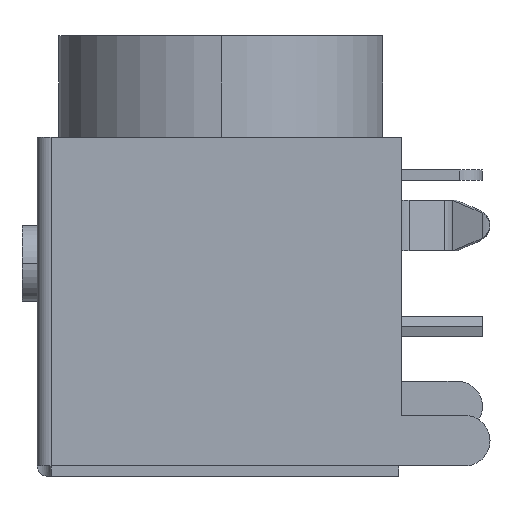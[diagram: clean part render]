
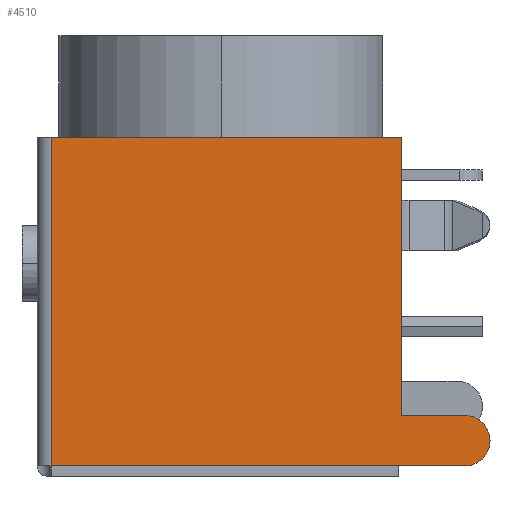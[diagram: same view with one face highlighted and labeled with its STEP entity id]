
A CAD part, left-side view. The second image highlights one B-rep face of the part: STEP entity #4510.
In plain terms, the highlighted planar face has unit normal (-1, 0, 0).
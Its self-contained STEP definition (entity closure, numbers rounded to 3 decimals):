
#1 = LINE ( 'NONE', #3030, #5583 ) ;
#6 = ORIENTED_EDGE ( 'NONE', *, *, #2678, .T. ) ;
#87 = DIRECTION ( 'NONE',  ( 0., 0., 1. ) ) ;
#96 = VERTEX_POINT ( 'NONE', #5722 ) ;
#220 = AXIS2_PLACEMENT_3D ( 'NONE', #4530, #1049, #5526 ) ;
#313 = CARTESIAN_POINT ( 'NONE',  ( -0.5, 0.001, -4.5 ) ) ;
#335 = DIRECTION ( 'NONE',  ( 0., -1., 0. ) ) ;
#347 = DIRECTION ( 'NONE',  ( 0., -1., 0. ) ) ;
#357 = CARTESIAN_POINT ( 'NONE',  ( -0.5, -2.5, -11. ) ) ;
#522 = EDGE_CURVE ( 'NONE', #1058, #632, #916, .T. ) ;
#632 = VERTEX_POINT ( 'NONE', #357 ) ;
#814 = DIRECTION ( 'NONE',  ( -1., 0., 0. ) ) ;
#831 = CARTESIAN_POINT ( 'NONE',  ( -0.5, 13.85, -0.01 ) ) ;
#873 = DIRECTION ( 'NONE',  ( 0., -1., 0. ) ) ;
#892 = ORIENTED_EDGE ( 'NONE', *, *, #5644, .F. ) ;
#916 = CIRCLE ( 'NONE', #1754, 1. ) ;
#989 = DIRECTION ( 'NONE',  ( 0., 1., 0. ) ) ;
#1049 = DIRECTION ( 'NONE',  ( -1., 0., 0. ) ) ;
#1058 = VERTEX_POINT ( 'NONE', #5053 ) ;
#1071 = CARTESIAN_POINT ( 'NONE',  ( -0.5, 0.001, -34.525 ) ) ;
#1227 = ORIENTED_EDGE ( 'NONE', *, *, #6295, .T. ) ;
#1254 = EDGE_LOOP ( 'NONE', ( #892, #1227, #1703, #3552, #2609, #5505, #2769, #6, #5660 ) ) ;
#1323 = CARTESIAN_POINT ( 'NONE',  ( -0.5, 13.85, -13. ) ) ;
#1461 = DIRECTION ( 'NONE',  ( 0., 0., -1. ) ) ;
#1688 = DIRECTION ( 'NONE',  ( 0., 0., 1. ) ) ;
#1703 = ORIENTED_EDGE ( 'NONE', *, *, #5627, .T. ) ;
#1737 = VECTOR ( 'NONE', #1461, 1000. ) ;
#1754 = AXIS2_PLACEMENT_3D ( 'NONE', #6186, #1778, #3739 ) ;
#1778 = DIRECTION ( 'NONE',  ( -1., 0., 0. ) ) ;
#1801 = CARTESIAN_POINT ( 'NONE',  ( -0.5, 0.001, -0.01 ) ) ;
#1866 = VECTOR ( 'NONE', #335, 1000. ) ;
#1868 = CARTESIAN_POINT ( 'NONE',  ( -0.5, 0.001, -2.5 ) ) ;
#1937 = EDGE_CURVE ( 'NONE', #632, #6016, #1, .T. ) ;
#1963 = CIRCLE ( 'NONE', #220, 1. ) ;
#2129 = VERTEX_POINT ( 'NONE', #1868 ) ;
#2462 = AXIS2_PLACEMENT_3D ( 'NONE', #5328, #814, #347 ) ;
#2601 = EDGE_CURVE ( 'NONE', #2899, #5539, #5734, .T. ) ;
#2609 = ORIENTED_EDGE ( 'NONE', *, *, #1937, .T. ) ;
#2678 = EDGE_CURVE ( 'NONE', #2129, #5539, #3386, .T. ) ;
#2769 = ORIENTED_EDGE ( 'NONE', *, *, #4807, .F. ) ;
#2820 = EDGE_CURVE ( 'NONE', #6016, #5354, #3992, .T. ) ;
#2899 = VERTEX_POINT ( 'NONE', #831 ) ;
#3030 = CARTESIAN_POINT ( 'NONE',  ( -0.5, 0.001, -11. ) ) ;
#3235 = LINE ( 'NONE', #1323, #1866 ) ;
#3264 = CARTESIAN_POINT ( 'NONE',  ( -0.5, 13.85, -0.01 ) ) ;
#3386 = LINE ( 'NONE', #5862, #4447 ) ;
#3457 = DIRECTION ( 'NONE',  ( 0., 0., 1. ) ) ;
#3552 = ORIENTED_EDGE ( 'NONE', *, *, #522, .T. ) ;
#3739 = DIRECTION ( 'NONE',  ( 0., 1., 0. ) ) ;
#3901 = CARTESIAN_POINT ( 'NONE',  ( -0.5, 0.001, -2.5 ) ) ;
#3992 = LINE ( 'NONE', #1071, #5991 ) ;
#4003 = CARTESIAN_POINT ( 'NONE',  ( -0.5, 13.85, -34.525 ) ) ;
#4029 = VECTOR ( 'NONE', #873, 1000. ) ;
#4034 = CARTESIAN_POINT ( 'NONE',  ( -0.5, 0.001, -11. ) ) ;
#4242 = FACE_OUTER_BOUND ( 'NONE', #1254, .T. ) ;
#4447 = VECTOR ( 'NONE', #3457, 1000. ) ;
#4510 = ADVANCED_FACE ( 'NONE', ( #4242 ), #6208, .T. ) ;
#4530 = CARTESIAN_POINT ( 'NONE',  ( -0.5, -2.5, -12. ) ) ;
#4807 = EDGE_CURVE ( 'NONE', #2129, #5354, #4934, .T. ) ;
#4934 = LINE ( 'NONE', #3901, #1737 ) ;
#4944 = CARTESIAN_POINT ( 'NONE',  ( -0.5, 13.85, -13. ) ) ;
#5053 = CARTESIAN_POINT ( 'NONE',  ( -0.5, -3.5, -12. ) ) ;
#5328 = CARTESIAN_POINT ( 'NONE',  ( -0.5, 13.85, -34.525 ) ) ;
#5344 = VECTOR ( 'NONE', #87, 1000. ) ;
#5354 = VERTEX_POINT ( 'NONE', #313 ) ;
#5431 = LINE ( 'NONE', #4003, #5344 ) ;
#5505 = ORIENTED_EDGE ( 'NONE', *, *, #2820, .T. ) ;
#5526 = DIRECTION ( 'NONE',  ( 0., 1., 0. ) ) ;
#5539 = VERTEX_POINT ( 'NONE', #1801 ) ;
#5583 = VECTOR ( 'NONE', #989, 1000. ) ;
#5617 = VERTEX_POINT ( 'NONE', #4944 ) ;
#5627 = EDGE_CURVE ( 'NONE', #96, #1058, #1963, .T. ) ;
#5644 = EDGE_CURVE ( 'NONE', #5617, #2899, #5431, .T. ) ;
#5660 = ORIENTED_EDGE ( 'NONE', *, *, #2601, .F. ) ;
#5722 = CARTESIAN_POINT ( 'NONE',  ( -0.5, -2.5, -13. ) ) ;
#5734 = LINE ( 'NONE', #3264, #4029 ) ;
#5862 = CARTESIAN_POINT ( 'NONE',  ( -0.5, 0.001, -34.525 ) ) ;
#5991 = VECTOR ( 'NONE', #1688, 1000. ) ;
#6016 = VERTEX_POINT ( 'NONE', #4034 ) ;
#6186 = CARTESIAN_POINT ( 'NONE',  ( -0.5, -2.5, -12. ) ) ;
#6208 = PLANE ( 'NONE',  #2462 ) ;
#6295 = EDGE_CURVE ( 'NONE', #5617, #96, #3235, .T. ) ;
